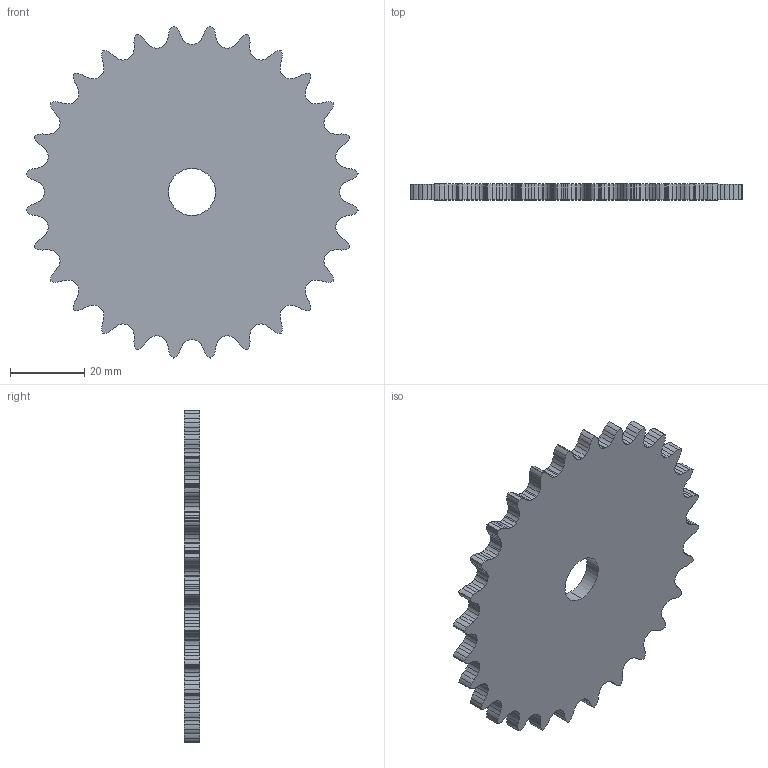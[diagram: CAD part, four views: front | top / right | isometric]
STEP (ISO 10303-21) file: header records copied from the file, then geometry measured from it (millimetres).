
FILE_DESCRIPTION((''),'2;1');
FILE_NAME('rchs-3528.stp','2001-12-29T13:17:04',('Administrator'),(''),'Autodesk Inventor (tm) 3.0','Autodesk Inventor (tm) 3.0','');
FILE_SCHEMA(('CONFIG_CONTROL_DESIGN'));
Length unit declared in the file: inch
Products named in the file (1): rchs-3528
Bounding box: 89.7 x 4.27 x 89.7 mm (x, y, z)
Volume: 23019.7 mm3; surface area: 12750.3 mm2
Topology: 1 solids, 1 shells, 396 faces, 1182 edges, 788 vertices
Faces by surface type: cylinder 338, plane 58
Entity records: 13803 total; most frequent: DIRECTION 2652, CARTESIAN_POINT 2367, ORIENTED_EDGE 2364, EDGE_CURVE 1182, AXIS2_PLACEMENT_3D 1073, VERTEX_POINT 788, CIRCLE 676, VECTOR 506
